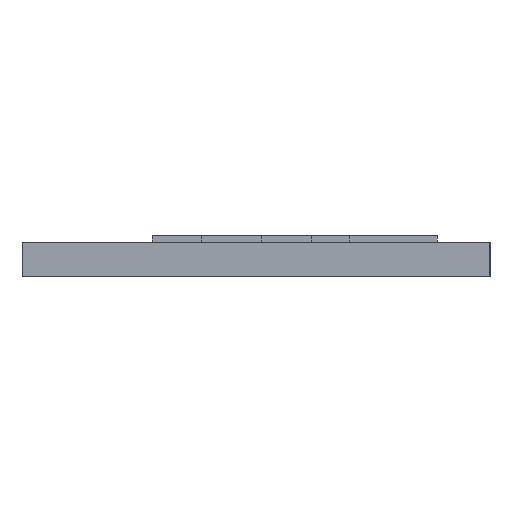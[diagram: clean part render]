
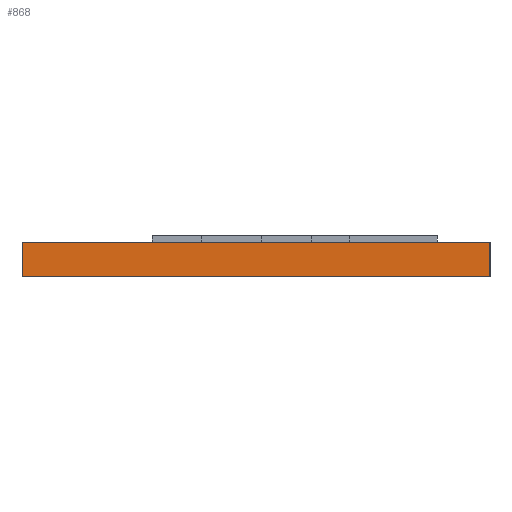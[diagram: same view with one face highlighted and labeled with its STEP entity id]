
A CAD part, left-side view. The second image highlights one B-rep face of the part: STEP entity #868.
In plain terms, the highlighted planar face has unit normal (-1, 0, 0).
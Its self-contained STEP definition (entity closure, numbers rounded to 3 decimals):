
#52=PLANE('',#941);
#95=FACE_OUTER_BOUND('',#140,.T.);
#140=EDGE_LOOP('',(#765,#766,#767,#768));
#177=LINE('',#1230,#281);
#260=LINE('',#1402,#364);
#263=LINE('',#1407,#367);
#264=LINE('',#1409,#368);
#281=VECTOR('',#999,10.);
#364=VECTOR('',#1156,10.);
#367=VECTOR('',#1161,10.);
#368=VECTOR('',#1164,10.);
#394=VERTEX_POINT('',#1227);
#395=VERTEX_POINT('',#1229);
#447=VERTEX_POINT('',#1401);
#448=VERTEX_POINT('',#1405);
#477=EDGE_CURVE('',#395,#394,#177,.T.);
#564=EDGE_CURVE('',#395,#447,#260,.T.);
#567=EDGE_CURVE('',#394,#448,#263,.T.);
#568=EDGE_CURVE('',#447,#448,#264,.T.);
#765=ORIENTED_EDGE('',*,*,#477,.T.);
#766=ORIENTED_EDGE('',*,*,#567,.T.);
#767=ORIENTED_EDGE('',*,*,#568,.F.);
#768=ORIENTED_EDGE('',*,*,#564,.F.);
#868=ADVANCED_FACE('',(#95),#52,.T.);
#941=AXIS2_PLACEMENT_3D('',#1408,#1162,#1163);
#999=DIRECTION('',(0.,-1.,0.));
#1156=DIRECTION('',(0.,0.,1.));
#1161=DIRECTION('',(0.,0.,1.));
#1162=DIRECTION('center_axis',(-1.,0.,0.));
#1163=DIRECTION('ref_axis',(0.,-1.,0.));
#1164=DIRECTION('',(0.,-1.,0.));
#1227=CARTESIAN_POINT('',(0.,0.,0.));
#1229=CARTESIAN_POINT('',(0.,13.7,0.));
#1230=CARTESIAN_POINT('',(0.,13.7,0.));
#1401=CARTESIAN_POINT('',(0.,13.7,1.));
#1402=CARTESIAN_POINT('',(0.,13.7,0.));
#1405=CARTESIAN_POINT('',(0.,0.,1.));
#1407=CARTESIAN_POINT('',(0.,0.,0.));
#1408=CARTESIAN_POINT('Origin',(0.,13.7,0.));
#1409=CARTESIAN_POINT('',(0.,13.7,1.));
